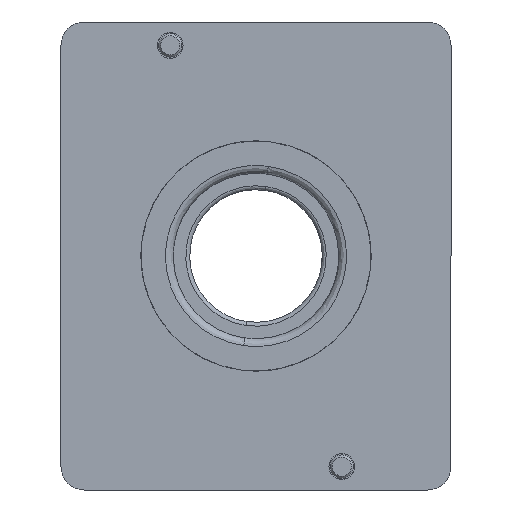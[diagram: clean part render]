
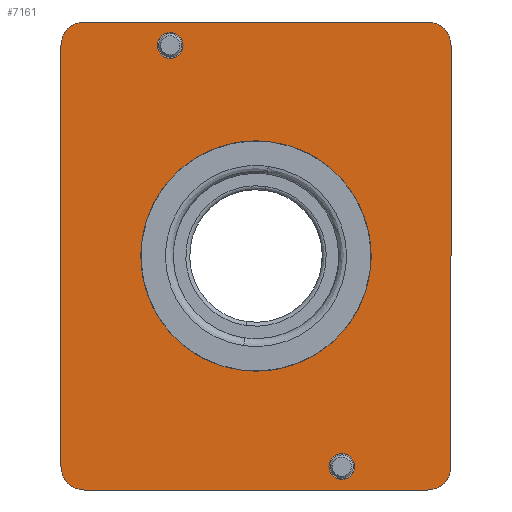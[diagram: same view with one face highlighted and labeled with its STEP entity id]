
A CAD part, front view. The second image highlights one B-rep face of the part: STEP entity #7161.
In plain terms, the highlighted planar face has unit normal (0, -1, 0).
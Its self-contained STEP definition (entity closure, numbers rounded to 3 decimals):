
#17 = AXIS2_PLACEMENT_3D ( 'NONE', #4999, #4489, #5586 ) ;
#50 = ORIENTED_EDGE ( 'NONE', *, *, #5523, .T. ) ;
#113 = CARTESIAN_POINT ( 'NONE',  ( -25., 0., 27. ) ) ;
#174 = CARTESIAN_POINT ( 'NONE',  ( 0., 0., -14. ) ) ;
#192 = EDGE_CURVE ( 'NONE', #4127, #5593, #6224, .T. ) ;
#267 = FACE_BOUND ( 'NONE', #6211, .T. ) ;
#320 = CARTESIAN_POINT ( 'NONE',  ( -22., 0., -27. ) ) ;
#374 = CARTESIAN_POINT ( 'NONE',  ( 11., 0., -27. ) ) ;
#389 = CARTESIAN_POINT ( 'NONE',  ( 25., 0., -30. ) ) ;
#433 = DIRECTION ( 'NONE',  ( 0., -1., 0. ) ) ;
#468 = DIRECTION ( 'NONE',  ( 0., 0., 1. ) ) ;
#609 = CARTESIAN_POINT ( 'NONE',  ( 0., 0., 0. ) ) ;
#888 = LINE ( 'NONE', #389, #4926 ) ;
#953 = DIRECTION ( 'NONE',  ( 0., 1., 0. ) ) ;
#1029 = DIRECTION ( 'NONE',  ( 0., 0., 1. ) ) ;
#1044 = CIRCLE ( 'NONE', #5471, 3. ) ;
#1116 = VECTOR ( 'NONE', #5006, 1000. ) ;
#1138 = CARTESIAN_POINT ( 'NONE',  ( -11., 0., 27. ) ) ;
#1156 = CARTESIAN_POINT ( 'NONE',  ( 0., 0., 0. ) ) ;
#1177 = VERTEX_POINT ( 'NONE', #5634 ) ;
#1197 = DIRECTION ( 'NONE',  ( 0., -1., 0. ) ) ;
#1200 = DIRECTION ( 'NONE',  ( 0., 0., 1. ) ) ;
#1265 = EDGE_CURVE ( 'NONE', #6116, #1541, #4298, .T. ) ;
#1302 = EDGE_CURVE ( 'NONE', #1177, #3913, #2357, .T. ) ;
#1341 = ORIENTED_EDGE ( 'NONE', *, *, #1265, .T. ) ;
#1353 = CARTESIAN_POINT ( 'NONE',  ( 25., 0., 27. ) ) ;
#1354 = EDGE_CURVE ( 'NONE', #1649, #4165, #2953, .T. ) ;
#1467 = FACE_BOUND ( 'NONE', #3946, .T. ) ;
#1541 = VERTEX_POINT ( 'NONE', #6779 ) ;
#1547 = DIRECTION ( 'NONE',  ( 0., 1., 0. ) ) ;
#1559 = ORIENTED_EDGE ( 'NONE', *, *, #6648, .F. ) ;
#1630 = DIRECTION ( 'NONE',  ( 0., 0., 1. ) ) ;
#1649 = VERTEX_POINT ( 'NONE', #5741 ) ;
#1743 = DIRECTION ( 'NONE',  ( 0., 0., 1. ) ) ;
#1746 = ORIENTED_EDGE ( 'NONE', *, *, #2859, .T. ) ;
#1825 = CARTESIAN_POINT ( 'NONE',  ( -25., 0., 30. ) ) ;
#1875 = AXIS2_PLACEMENT_3D ( 'NONE', #7427, #1547, #2019 ) ;
#1948 = DIRECTION ( 'NONE',  ( 0., 0., 1. ) ) ;
#1993 = DIRECTION ( 'NONE',  ( 0., 0., 1. ) ) ;
#1999 = CIRCLE ( 'NONE', #7271, 14. ) ;
#2019 = DIRECTION ( 'NONE',  ( 0., 0., 1. ) ) ;
#2180 = AXIS2_PLACEMENT_3D ( 'NONE', #7330, #3703, #1993 ) ;
#2198 = VERTEX_POINT ( 'NONE', #7014 ) ;
#2350 = CARTESIAN_POINT ( 'NONE',  ( -22., 0., -30. ) ) ;
#2357 = CIRCLE ( 'NONE', #5293, 1.65 ) ;
#2365 = CARTESIAN_POINT ( 'NONE',  ( 22., 0., -27. ) ) ;
#2369 = DIRECTION ( 'NONE',  ( 0., 1., 0. ) ) ;
#2531 = ORIENTED_EDGE ( 'NONE', *, *, #7341, .F. ) ;
#2628 = PLANE ( 'NONE',  #1875 ) ;
#2693 = EDGE_LOOP ( 'NONE', ( #2531, #50, #1559, #1746, #4746, #4697, #5616, #5457 ) ) ;
#2717 = AXIS2_PLACEMENT_3D ( 'NONE', #1156, #2369, #468 ) ;
#2859 = EDGE_CURVE ( 'NONE', #4188, #7259, #1044, .T. ) ;
#2927 = DIRECTION ( 'NONE',  ( 0., 1., 0. ) ) ;
#2953 = CIRCLE ( 'NONE', #6283, 3. ) ;
#3098 = EDGE_CURVE ( 'NONE', #1649, #2198, #4725, .T. ) ;
#3113 = CARTESIAN_POINT ( 'NONE',  ( -11., 0., 25.35 ) ) ;
#3425 = CARTESIAN_POINT ( 'NONE',  ( -22., 0., 27. ) ) ;
#3488 = DIRECTION ( 'NONE',  ( 0., 0., 1. ) ) ;
#3703 = DIRECTION ( 'NONE',  ( 0., 1., 0. ) ) ;
#3783 = ORIENTED_EDGE ( 'NONE', *, *, #1302, .T. ) ;
#3847 = CARTESIAN_POINT ( 'NONE',  ( -25., 0., -30. ) ) ;
#3870 = VECTOR ( 'NONE', #4143, 1000. ) ;
#3913 = VERTEX_POINT ( 'NONE', #4277 ) ;
#3946 = EDGE_LOOP ( 'NONE', ( #5368, #1341 ) ) ;
#4005 = AXIS2_PLACEMENT_3D ( 'NONE', #1138, #6855, #3488 ) ;
#4127 = VERTEX_POINT ( 'NONE', #4727 ) ;
#4143 = DIRECTION ( 'NONE',  ( 1., 0., 0. ) ) ;
#4147 = VERTEX_POINT ( 'NONE', #7121 ) ;
#4165 = VERTEX_POINT ( 'NONE', #113 ) ;
#4188 = VERTEX_POINT ( 'NONE', #7160 ) ;
#4277 = CARTESIAN_POINT ( 'NONE',  ( 11., 0., -28.65 ) ) ;
#4298 = CIRCLE ( 'NONE', #2717, 14. ) ;
#4459 = LINE ( 'NONE', #3847, #1116 ) ;
#4463 = EDGE_CURVE ( 'NONE', #5593, #4127, #4742, .T. ) ;
#4489 = DIRECTION ( 'NONE',  ( 0., -1., 0. ) ) ;
#4581 = CIRCLE ( 'NONE', #5589, 3. ) ;
#4598 = LINE ( 'NONE', #5263, #4667 ) ;
#4650 = CARTESIAN_POINT ( 'NONE',  ( 11., 0., -27. ) ) ;
#4667 = VECTOR ( 'NONE', #1029, 1000. ) ;
#4697 = ORIENTED_EDGE ( 'NONE', *, *, #7208, .T. ) ;
#4725 = LINE ( 'NONE', #1825, #3870 ) ;
#4727 = CARTESIAN_POINT ( 'NONE',  ( -11., 0., 28.65 ) ) ;
#4742 = CIRCLE ( 'NONE', #4005, 1.65 ) ;
#4746 = ORIENTED_EDGE ( 'NONE', *, *, #6661, .F. ) ;
#4926 = VECTOR ( 'NONE', #6709, 1000. ) ;
#4999 = CARTESIAN_POINT ( 'NONE',  ( 22., 0., 27. ) ) ;
#5006 = DIRECTION ( 'NONE',  ( -1., 0., 0. ) ) ;
#5072 = FACE_BOUND ( 'NONE', #5842, .T. ) ;
#5166 = AXIS2_PLACEMENT_3D ( 'NONE', #374, #953, #7232 ) ;
#5263 = CARTESIAN_POINT ( 'NONE',  ( -25., 0., -30. ) ) ;
#5293 = AXIS2_PLACEMENT_3D ( 'NONE', #4650, #2927, #1743 ) ;
#5307 = ORIENTED_EDGE ( 'NONE', *, *, #5861, .T. ) ;
#5368 = ORIENTED_EDGE ( 'NONE', *, *, #6880, .T. ) ;
#5457 = ORIENTED_EDGE ( 'NONE', *, *, #1354, .T. ) ;
#5471 = AXIS2_PLACEMENT_3D ( 'NONE', #2365, #1197, #6933 ) ;
#5502 = ORIENTED_EDGE ( 'NONE', *, *, #192, .T. ) ;
#5523 = EDGE_CURVE ( 'NONE', #4147, #7301, #4581, .T. ) ;
#5561 = CIRCLE ( 'NONE', #17, 3. ) ;
#5586 = DIRECTION ( 'NONE',  ( 0., 0., 1. ) ) ;
#5589 = AXIS2_PLACEMENT_3D ( 'NONE', #320, #7207, #1948 ) ;
#5593 = VERTEX_POINT ( 'NONE', #3113 ) ;
#5616 = ORIENTED_EDGE ( 'NONE', *, *, #3098, .F. ) ;
#5634 = CARTESIAN_POINT ( 'NONE',  ( 11., 0., -25.35 ) ) ;
#5741 = CARTESIAN_POINT ( 'NONE',  ( -22., 0., 30. ) ) ;
#5842 = EDGE_LOOP ( 'NONE', ( #3783, #5307 ) ) ;
#5861 = EDGE_CURVE ( 'NONE', #3913, #1177, #6778, .T. ) ;
#6116 = VERTEX_POINT ( 'NONE', #174 ) ;
#6163 = FACE_OUTER_BOUND ( 'NONE', #2693, .T. ) ;
#6211 = EDGE_LOOP ( 'NONE', ( #5502, #7210 ) ) ;
#6224 = CIRCLE ( 'NONE', #2180, 1.65 ) ;
#6283 = AXIS2_PLACEMENT_3D ( 'NONE', #3425, #433, #1200 ) ;
#6418 = CARTESIAN_POINT ( 'NONE',  ( 25., 0., -27. ) ) ;
#6548 = VERTEX_POINT ( 'NONE', #1353 ) ;
#6648 = EDGE_CURVE ( 'NONE', #4188, #7301, #4459, .T. ) ;
#6661 = EDGE_CURVE ( 'NONE', #6548, #7259, #888, .T. ) ;
#6709 = DIRECTION ( 'NONE',  ( 0., 0., -1. ) ) ;
#6778 = CIRCLE ( 'NONE', #5166, 1.65 ) ;
#6779 = CARTESIAN_POINT ( 'NONE',  ( 0., 0., 14. ) ) ;
#6855 = DIRECTION ( 'NONE',  ( 0., 1., 0. ) ) ;
#6880 = EDGE_CURVE ( 'NONE', #1541, #6116, #1999, .T. ) ;
#6933 = DIRECTION ( 'NONE',  ( 0., 0., 1. ) ) ;
#7014 = CARTESIAN_POINT ( 'NONE',  ( 22., 0., 30. ) ) ;
#7121 = CARTESIAN_POINT ( 'NONE',  ( -25., 0., -27. ) ) ;
#7160 = CARTESIAN_POINT ( 'NONE',  ( 22., 0., -30. ) ) ;
#7161 = ADVANCED_FACE ( 'NONE', ( #267, #5072, #1467, #6163 ), #2628, .F. ) ;
#7207 = DIRECTION ( 'NONE',  ( 0., -1., 0. ) ) ;
#7208 = EDGE_CURVE ( 'NONE', #6548, #2198, #5561, .T. ) ;
#7210 = ORIENTED_EDGE ( 'NONE', *, *, #4463, .T. ) ;
#7232 = DIRECTION ( 'NONE',  ( 0., 0., 1. ) ) ;
#7259 = VERTEX_POINT ( 'NONE', #6418 ) ;
#7271 = AXIS2_PLACEMENT_3D ( 'NONE', #609, #7478, #1630 ) ;
#7301 = VERTEX_POINT ( 'NONE', #2350 ) ;
#7330 = CARTESIAN_POINT ( 'NONE',  ( -11., 0., 27. ) ) ;
#7341 = EDGE_CURVE ( 'NONE', #4147, #4165, #4598, .T. ) ;
#7427 = CARTESIAN_POINT ( 'NONE',  ( -25., 0., 30. ) ) ;
#7478 = DIRECTION ( 'NONE',  ( 0., 1., 0. ) ) ;
